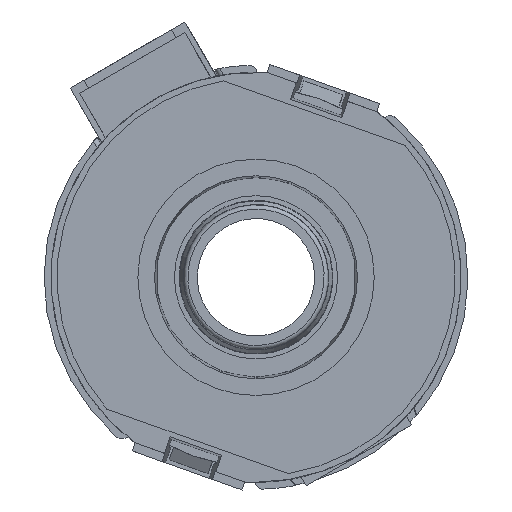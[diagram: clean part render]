
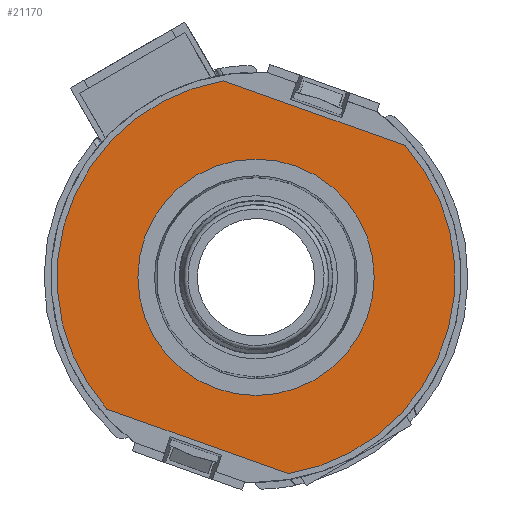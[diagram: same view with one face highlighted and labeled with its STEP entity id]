
A CAD part, front view. The second image highlights one B-rep face of the part: STEP entity #21170.
In plain terms, the highlighted planar face has unit normal (0, -1, 0).
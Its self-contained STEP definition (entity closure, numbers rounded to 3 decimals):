
#2008=LINE('',#43397,#3807);
#2010=LINE('',#43403,#3809);
#3807=VECTOR('',#28858,9.837);
#3809=VECTOR('',#28866,9.837);
#4716=FACE_BOUND('',#7289,.T.);
#5908=FACE_OUTER_BOUND('',#7288,.T.);
#7288=EDGE_LOOP('',(#19247,#19248,#19249,#19250));
#7289=EDGE_LOOP('',(#19251));
#8123=CIRCLE('',#23140,10.16);
#8124=CIRCLE('',#23143,10.16);
#8127=CIRCLE('',#23157,6.033);
#10117=VERTEX_POINT('',#43389);
#10118=VERTEX_POINT('',#43391);
#10119=VERTEX_POINT('',#43395);
#10120=VERTEX_POINT('',#43399);
#10123=VERTEX_POINT('',#43422);
#13138=EDGE_CURVE('',#10117,#10118,#8123,.T.);
#13141=EDGE_CURVE('',#10119,#10117,#2008,.T.);
#13143=EDGE_CURVE('',#10120,#10119,#8124,.T.);
#13144=EDGE_CURVE('',#10118,#10120,#2010,.T.);
#13151=EDGE_CURVE('',#10123,#10123,#8127,.T.);
#19247=ORIENTED_EDGE('',*,*,#13138,.F.);
#19248=ORIENTED_EDGE('',*,*,#13141,.F.);
#19249=ORIENTED_EDGE('',*,*,#13143,.F.);
#19250=ORIENTED_EDGE('',*,*,#13144,.F.);
#19251=ORIENTED_EDGE('',*,*,#13151,.F.);
#19967=PLANE('',#23162);
#21170=ADVANCED_FACE('',(#5908,#4716),#19967,.T.);
#23140=AXIS2_PLACEMENT_3D('',#43392,#28852,#28853);
#23143=AXIS2_PLACEMENT_3D('',#43401,#28862,#28863);
#23157=AXIS2_PLACEMENT_3D('',#43423,#28895,#28896);
#23162=AXIS2_PLACEMENT_3D('',#43860,#28921,#28922);
#28852=DIRECTION('center_axis',(0.,1.,0.));
#28853=DIRECTION('ref_axis',(0.75,0.,0.662));
#28858=DIRECTION('',(0.942,0.,-0.335));
#28862=DIRECTION('center_axis',(0.,1.,0.));
#28863=DIRECTION('ref_axis',(-0.75,0.,-0.662));
#28866=DIRECTION('',(-0.942,0.,0.335));
#28895=DIRECTION('center_axis',(0.,-1.,0.));
#28896=DIRECTION('ref_axis',(0.,0.,1.));
#28921=DIRECTION('center_axis',(0.,-1.,0.));
#28922=DIRECTION('ref_axis',(0.,0.,-1.));
#43389=CARTESIAN_POINT('',(7.616,-0.127,6.725));
#43391=CARTESIAN_POINT('',(1.652,-0.127,-10.025));
#43392=CARTESIAN_POINT('Origin',(0.,-0.127,0.));
#43395=CARTESIAN_POINT('',(-1.652,-0.127,10.025));
#43397=CARTESIAN_POINT('',(-1.652,-0.127,10.025));
#43399=CARTESIAN_POINT('',(-7.616,-0.127,-6.725));
#43401=CARTESIAN_POINT('Origin',(0.,-0.127,0.));
#43403=CARTESIAN_POINT('',(1.652,-0.127,-10.025));
#43422=CARTESIAN_POINT('',(0.,-0.127,-6.033));
#43423=CARTESIAN_POINT('Origin',(0.,-0.127,0.));
#43860=CARTESIAN_POINT('Origin',(0.,-0.127,0.));
